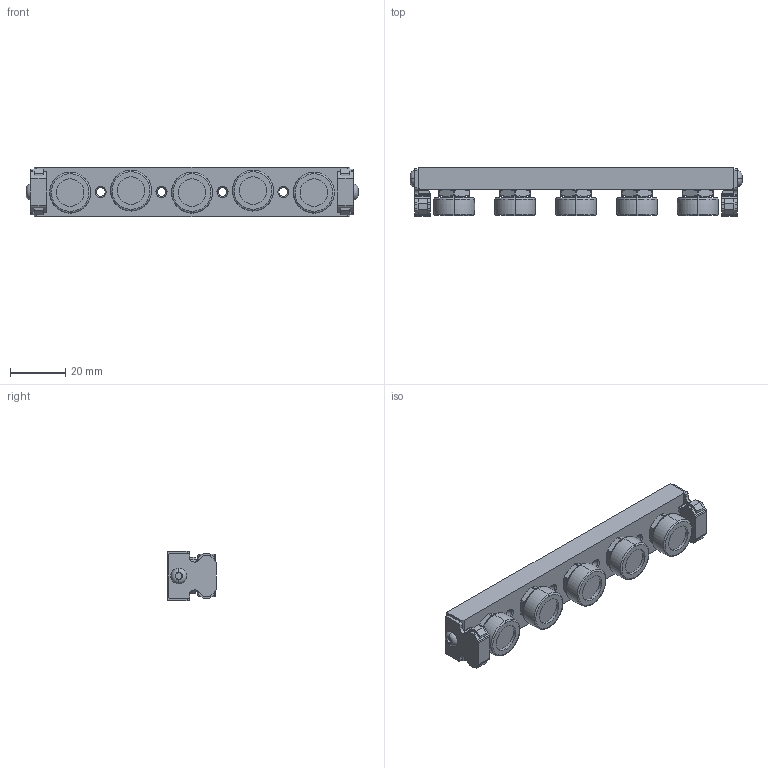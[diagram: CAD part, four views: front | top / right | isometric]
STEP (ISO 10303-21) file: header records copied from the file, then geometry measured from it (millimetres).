
FILE_DESCRIPTION (( 'STEP AP203' ), '1' );
FILE_NAME ('LUC-0-5W.step', '2024-05-13T17:21:07', ( '' ), ( '' ), 'SwSTEP 2.0', 'SolidWorks 2023', '' );
FILE_SCHEMA (( 'CONFIG_CONTROL_DESIGN' ));
Length unit declared in the file: inch
Products named in the file (1): LUC-0-5W
Bounding box: 119.84 x 17.45 x 18.01 mm (x, y, z)
Volume: 23217 mm3; surface area: 14953.9 mm2
Topology: 10 solids, 10 shells, 627 faces, 1511 edges, 936 vertices
Faces by surface type: plane 233, cylinder 188, cone 148, bspline 44, torus 14
Entity records: 19300 total; most frequent: CARTESIAN_POINT 4797, DIRECTION 3039, ORIENTED_EDGE 3014, EDGE_CURVE 1507, AXIS2_PLACEMENT_3D 1178, VERTEX_POINT 936, EDGE_LOOP 685, LINE 683
